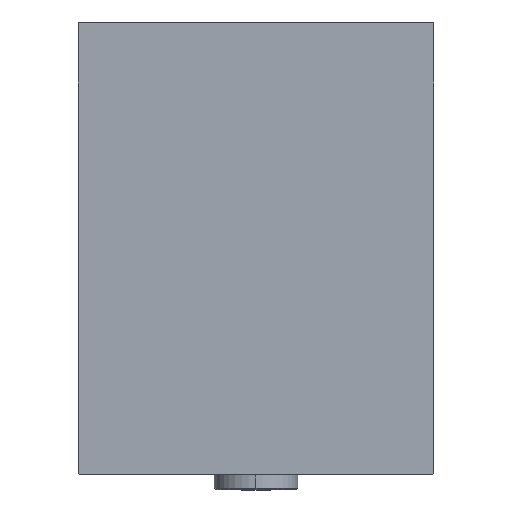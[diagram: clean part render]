
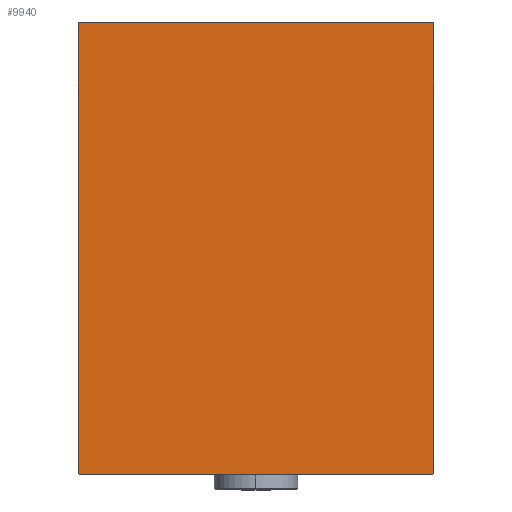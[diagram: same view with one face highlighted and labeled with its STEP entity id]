
A CAD part, left-side view. The second image highlights one B-rep face of the part: STEP entity #9940.
In plain terms, the highlighted face is planar.
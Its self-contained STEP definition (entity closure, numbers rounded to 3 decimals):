
#162 = CARTESIAN_POINT ( 'NONE',  ( 293., 55., -69.7 ) ) ;
#1714 = VERTEX_POINT ( 'NONE', #34779 ) ;
#1984 = EDGE_CURVE ( 'NONE', #22239, #4482, #15874, .T. ) ;
#2063 = CARTESIAN_POINT ( 'NONE',  ( 293., 55., 69.7 ) ) ;
#3043 = LINE ( 'NONE', #35540, #32990 ) ;
#3201 = DIRECTION ( 'NONE',  ( 1., 0., 0. ) ) ;
#4482 = VERTEX_POINT ( 'NONE', #162 ) ;
#4547 = ORIENTED_EDGE ( 'NONE', *, *, #24147, .T. ) ;
#5821 = DIRECTION ( 'NONE',  ( 0., 0.707, 0.707 ) ) ;
#6645 = DIRECTION ( 'NONE',  ( 0., 0., -1. ) ) ;
#7017 = CARTESIAN_POINT ( 'NONE',  ( 293., 55., -70. ) ) ;
#7508 = PLANE ( 'NONE',  #41053 ) ;
#7718 = EDGE_CURVE ( 'NONE', #43197, #22239, #37634, .T. ) ;
#8069 = ORIENTED_EDGE ( 'NONE', *, *, #11046, .T. ) ;
#9940 = ADVANCED_FACE ( 'NONE', ( #25890 ), #7508, .T. ) ;
#11017 = DIRECTION ( 'NONE',  ( 0., -0.707, 0.707 ) ) ;
#11046 = EDGE_CURVE ( 'NONE', #23650, #29506, #33685, .T. ) ;
#11925 = CARTESIAN_POINT ( 'NONE',  ( 293., 54.7, 70. ) ) ;
#12990 = EDGE_CURVE ( 'NONE', #26101, #31616, #33846, .T. ) ;
#13407 = LINE ( 'NONE', #27974, #37360 ) ;
#14248 = ORIENTED_EDGE ( 'NONE', *, *, #22265, .T. ) ;
#14380 = EDGE_CURVE ( 'NONE', #29506, #26101, #34007, .T. ) ;
#15874 = LINE ( 'NONE', #46176, #42358 ) ;
#16337 = CARTESIAN_POINT ( 'NONE',  ( 293., 55., 70. ) ) ;
#17166 = EDGE_CURVE ( 'NONE', #1714, #43197, #13407, .T. ) ;
#17436 = VECTOR ( 'NONE', #11017, 1000. ) ;
#17992 = DIRECTION ( 'NONE',  ( 0., 0., 1. ) ) ;
#18640 = ORIENTED_EDGE ( 'NONE', *, *, #7718, .T. ) ;
#20870 = VECTOR ( 'NONE', #17992, 1000. ) ;
#21819 = LINE ( 'NONE', #7017, #20870 ) ;
#22239 = VERTEX_POINT ( 'NONE', #28825 ) ;
#22265 = EDGE_CURVE ( 'NONE', #31616, #1714, #3043, .T. ) ;
#22877 = DIRECTION ( 'NONE',  ( 0., -0.707, -0.707 ) ) ;
#23256 = ORIENTED_EDGE ( 'NONE', *, *, #12990, .T. ) ;
#23297 = CARTESIAN_POINT ( 'NONE',  ( 293., -55., -70. ) ) ;
#23650 = VERTEX_POINT ( 'NONE', #2063 ) ;
#24147 = EDGE_CURVE ( 'NONE', #4482, #23650, #21819, .T. ) ;
#25738 = CARTESIAN_POINT ( 'NONE',  ( 293., -54.7, 70. ) ) ;
#25890 = FACE_OUTER_BOUND ( 'NONE', #41151, .T. ) ;
#26101 = VERTEX_POINT ( 'NONE', #25738 ) ;
#27974 = CARTESIAN_POINT ( 'NONE',  ( 293., -62.35, -62.35 ) ) ;
#28825 = CARTESIAN_POINT ( 'NONE',  ( 293., 54.7, -70. ) ) ;
#29506 = VERTEX_POINT ( 'NONE', #11925 ) ;
#29699 = CARTESIAN_POINT ( 'NONE',  ( 293., 0., 0. ) ) ;
#29861 = CARTESIAN_POINT ( 'NONE',  ( 293., 62.35, 62.35 ) ) ;
#30501 = CARTESIAN_POINT ( 'NONE',  ( 293., -62.35, 62.35 ) ) ;
#31616 = VERTEX_POINT ( 'NONE', #46296 ) ;
#31798 = DIRECTION ( 'NONE',  ( 0., 0.707, -0.707 ) ) ;
#32439 = ORIENTED_EDGE ( 'NONE', *, *, #1984, .T. ) ;
#32990 = VECTOR ( 'NONE', #6645, 1000. ) ;
#33685 = LINE ( 'NONE', #29861, #17436 ) ;
#33846 = LINE ( 'NONE', #30501, #45724 ) ;
#34007 = LINE ( 'NONE', #16337, #44151 ) ;
#34779 = CARTESIAN_POINT ( 'NONE',  ( 293., -55., -69.7 ) ) ;
#34877 = VECTOR ( 'NONE', #41938, 1000. ) ;
#35540 = CARTESIAN_POINT ( 'NONE',  ( 293., -55., 70. ) ) ;
#37360 = VECTOR ( 'NONE', #31798, 1000. ) ;
#37634 = LINE ( 'NONE', #23297, #34877 ) ;
#38611 = CARTESIAN_POINT ( 'NONE',  ( 293., -54.7, -70. ) ) ;
#41053 = AXIS2_PLACEMENT_3D ( 'NONE', #29699, #3201, #46911 ) ;
#41151 = EDGE_LOOP ( 'NONE', ( #18640, #32439, #4547, #8069, #42413, #23256, #14248, #43504 ) ) ;
#41938 = DIRECTION ( 'NONE',  ( 0., 1., 0. ) ) ;
#42358 = VECTOR ( 'NONE', #5821, 1000. ) ;
#42413 = ORIENTED_EDGE ( 'NONE', *, *, #14380, .T. ) ;
#43197 = VERTEX_POINT ( 'NONE', #38611 ) ;
#43504 = ORIENTED_EDGE ( 'NONE', *, *, #17166, .T. ) ;
#44151 = VECTOR ( 'NONE', #45463, 1000. ) ;
#45463 = DIRECTION ( 'NONE',  ( 0., -1., 0. ) ) ;
#45724 = VECTOR ( 'NONE', #22877, 1000. ) ;
#46176 = CARTESIAN_POINT ( 'NONE',  ( 293., 62.35, -62.35 ) ) ;
#46296 = CARTESIAN_POINT ( 'NONE',  ( 293., -55., 69.7 ) ) ;
#46911 = DIRECTION ( 'NONE',  ( 0., 0., -1. ) ) ;
